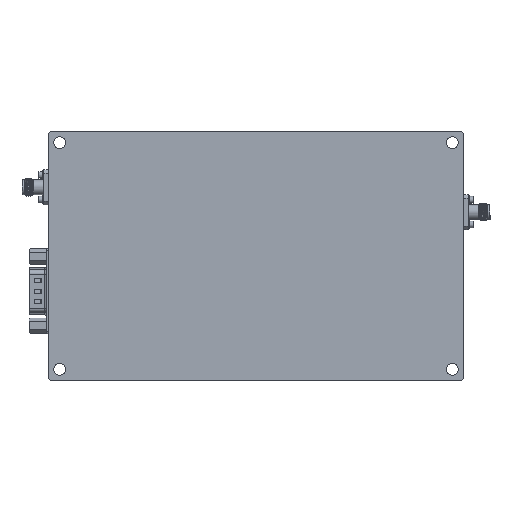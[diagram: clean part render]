
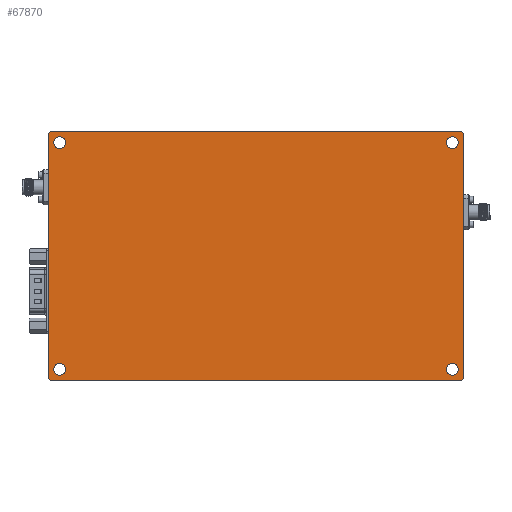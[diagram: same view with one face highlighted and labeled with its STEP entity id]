
A CAD part, front view. The second image highlights one B-rep face of the part: STEP entity #67870.
In plain terms, the highlighted planar face has unit normal (0, -1, 0).
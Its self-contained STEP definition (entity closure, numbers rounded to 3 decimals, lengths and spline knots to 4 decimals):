
#461 = DIRECTION ( 'NONE',  ( 1., 0., 0. ) ) ;
#735 = CIRCLE ( 'NONE', #57559, 0.0827 ) ;
#1083 = VERTEX_POINT ( 'NONE', #33270 ) ;
#1322 = VERTEX_POINT ( 'NONE', #37085 ) ;
#2175 = DIRECTION ( 'NONE',  ( 0., 0., 1. ) ) ;
#2421 = CARTESIAN_POINT ( 'NONE',  ( -2.9028, -0.4921, -1.7717 ) ) ;
#3187 = EDGE_LOOP ( 'NONE', ( #64954, #69694, #31725, #32479, #12607, #16880, #34581, #16797 ) ) ;
#3430 = DIRECTION ( 'NONE',  ( 0., 0., -1. ) ) ;
#4426 = CARTESIAN_POINT ( 'NONE',  ( 2.7953, -0.4921, 1.6142 ) ) ;
#4744 = EDGE_LOOP ( 'NONE', ( #22664 ) ) ;
#4832 = CARTESIAN_POINT ( 'NONE',  ( -2.9528, -0.4921, 1.7717 ) ) ;
#5090 = DIRECTION ( 'NONE',  ( 0., 0., 1. ) ) ;
#5326 = CARTESIAN_POINT ( 'NONE',  ( -2.9028, -0.4921, 1.7717 ) ) ;
#6361 = AXIS2_PLACEMENT_3D ( 'NONE', #49949, #14374, #14624 ) ;
#7352 = DIRECTION ( 'NONE',  ( 0., -1., 0. ) ) ;
#9123 = CIRCLE ( 'NONE', #6361, 0.0827 ) ;
#10952 = CIRCLE ( 'NONE', #15388, 0.05 ) ;
#12607 = ORIENTED_EDGE ( 'NONE', *, *, #64511, .F. ) ;
#13510 = CARTESIAN_POINT ( 'NONE',  ( 2.9528, -0.4921, 1.7717 ) ) ;
#13976 = DIRECTION ( 'NONE',  ( 0., 1., 0. ) ) ;
#13990 = VECTOR ( 'NONE', #72534, 39.3701 ) ;
#14374 = DIRECTION ( 'NONE',  ( 0., 1., 0. ) ) ;
#14624 = DIRECTION ( 'NONE',  ( 0., 0., 1. ) ) ;
#15241 = CARTESIAN_POINT ( 'NONE',  ( 2.9028, -0.4921, 1.7217 ) ) ;
#15388 = AXIS2_PLACEMENT_3D ( 'NONE', #19435, #7352, #35951 ) ;
#16163 = EDGE_CURVE ( 'NONE', #45365, #45365, #735, .T. ) ;
#16247 = DIRECTION ( 'NONE',  ( 0., 1., 0. ) ) ;
#16797 = ORIENTED_EDGE ( 'NONE', *, *, #38556, .T. ) ;
#16880 = ORIENTED_EDGE ( 'NONE', *, *, #74316, .T. ) ;
#17199 = CIRCLE ( 'NONE', #37928, 0.0827 ) ;
#17891 = EDGE_CURVE ( 'NONE', #34432, #31497, #43013, .T. ) ;
#18641 = VERTEX_POINT ( 'NONE', #60206 ) ;
#18923 = DIRECTION ( 'NONE',  ( 0., 0., -1. ) ) ;
#19028 = ORIENTED_EDGE ( 'NONE', *, *, #66346, .T. ) ;
#19435 = CARTESIAN_POINT ( 'NONE',  ( -2.9028, -0.4921, -1.7217 ) ) ;
#20204 = AXIS2_PLACEMENT_3D ( 'NONE', #54434, #65840, #71787 ) ;
#20550 = CIRCLE ( 'NONE', #69017, 0.05 ) ;
#21188 = LINE ( 'NONE', #13510, #55365 ) ;
#21782 = EDGE_CURVE ( 'NONE', #1322, #69134, #47229, .T. ) ;
#22513 = CIRCLE ( 'NONE', #50858, 0.0827 ) ;
#22664 = ORIENTED_EDGE ( 'NONE', *, *, #64222, .T. ) ;
#22939 = VECTOR ( 'NONE', #461, 39.3701 ) ;
#23458 = VERTEX_POINT ( 'NONE', #5326 ) ;
#26169 = CARTESIAN_POINT ( 'NONE',  ( 2.9028, -0.4921, -1.7217 ) ) ;
#28123 = FACE_BOUND ( 'NONE', #68061, .T. ) ;
#29144 = VECTOR ( 'NONE', #5090, 39.3701 ) ;
#30145 = ORIENTED_EDGE ( 'NONE', *, *, #34800, .T. ) ;
#31158 = CARTESIAN_POINT ( 'NONE',  ( -2.9528, -0.4921, -1.7717 ) ) ;
#31334 = DIRECTION ( 'NONE',  ( 0., 0., -1. ) ) ;
#31497 = VERTEX_POINT ( 'NONE', #56602 ) ;
#31725 = ORIENTED_EDGE ( 'NONE', *, *, #49895, .F. ) ;
#32479 = ORIENTED_EDGE ( 'NONE', *, *, #44033, .T. ) ;
#33270 = CARTESIAN_POINT ( 'NONE',  ( 2.7953, -0.4921, -1.5315 ) ) ;
#34432 = VERTEX_POINT ( 'NONE', #49424 ) ;
#34581 = ORIENTED_EDGE ( 'NONE', *, *, #17891, .F. ) ;
#34800 = EDGE_CURVE ( 'NONE', #18641, #18641, #22513, .T. ) ;
#35951 = DIRECTION ( 'NONE',  ( 0., 0., -1. ) ) ;
#36261 = ORIENTED_EDGE ( 'NONE', *, *, #16163, .T. ) ;
#36339 = DIRECTION ( 'NONE',  ( 0., -1., 0. ) ) ;
#37085 = CARTESIAN_POINT ( 'NONE',  ( 2.9028, -0.4921, -1.7717 ) ) ;
#37653 = LINE ( 'NONE', #59269, #22939 ) ;
#37721 = AXIS2_PLACEMENT_3D ( 'NONE', #72776, #36339, #42550 ) ;
#37917 = VERTEX_POINT ( 'NONE', #41998 ) ;
#37928 = AXIS2_PLACEMENT_3D ( 'NONE', #72109, #13976, #49068 ) ;
#37972 = VERTEX_POINT ( 'NONE', #66556 ) ;
#38556 = EDGE_CURVE ( 'NONE', #34432, #69134, #10952, .T. ) ;
#38691 = DIRECTION ( 'NONE',  ( 0., -1., 0. ) ) ;
#39337 = EDGE_LOOP ( 'NONE', ( #30145 ) ) ;
#40767 = PLANE ( 'NONE',  #20204 ) ;
#40823 = CARTESIAN_POINT ( 'NONE',  ( 2.7953, -0.4921, 1.6969 ) ) ;
#41998 = CARTESIAN_POINT ( 'NONE',  ( 2.9528, -0.4921, 1.7217 ) ) ;
#42550 = DIRECTION ( 'NONE',  ( 0., 0., -1. ) ) ;
#43013 = LINE ( 'NONE', #4832, #29144 ) ;
#44033 = EDGE_CURVE ( 'NONE', #37917, #37972, #20550, .T. ) ;
#45365 = VERTEX_POINT ( 'NONE', #40823 ) ;
#45700 = VERTEX_POINT ( 'NONE', #52488 ) ;
#47229 = LINE ( 'NONE', #31158, #13990 ) ;
#48432 = FACE_BOUND ( 'NONE', #39337, .T. ) ;
#49068 = DIRECTION ( 'NONE',  ( 0., 0., 1. ) ) ;
#49378 = FACE_OUTER_BOUND ( 'NONE', #3187, .T. ) ;
#49424 = CARTESIAN_POINT ( 'NONE',  ( -2.9528, -0.4921, -1.7217 ) ) ;
#49895 = EDGE_CURVE ( 'NONE', #37917, #45700, #21188, .T. ) ;
#49949 = CARTESIAN_POINT ( 'NONE',  ( 2.7953, -0.4921, -1.6142 ) ) ;
#50858 = AXIS2_PLACEMENT_3D ( 'NONE', #67203, #61002, #2175 ) ;
#51369 = EDGE_CURVE ( 'NONE', #1322, #45700, #71915, .T. ) ;
#52179 = EDGE_LOOP ( 'NONE', ( #19028 ) ) ;
#52488 = CARTESIAN_POINT ( 'NONE',  ( 2.9528, -0.4921, -1.7217 ) ) ;
#54434 = CARTESIAN_POINT ( 'NONE',  ( 0., -0.4921, 0. ) ) ;
#55365 = VECTOR ( 'NONE', #18923, 39.3701 ) ;
#56602 = CARTESIAN_POINT ( 'NONE',  ( -2.9528, -0.4921, 1.7217 ) ) ;
#57433 = VERTEX_POINT ( 'NONE', #61764 ) ;
#57559 = AXIS2_PLACEMENT_3D ( 'NONE', #4426, #16247, #57825 ) ;
#57825 = DIRECTION ( 'NONE',  ( 0., 0., 1. ) ) ;
#59269 = CARTESIAN_POINT ( 'NONE',  ( -2.9528, -0.4921, 1.7717 ) ) ;
#60206 = CARTESIAN_POINT ( 'NONE',  ( -2.7953, -0.4921, -1.5315 ) ) ;
#60849 = DIRECTION ( 'NONE',  ( 0., -1., 0. ) ) ;
#61002 = DIRECTION ( 'NONE',  ( 0., 1., 0. ) ) ;
#61764 = CARTESIAN_POINT ( 'NONE',  ( -2.7953, -0.4921, 1.6969 ) ) ;
#64222 = EDGE_CURVE ( 'NONE', #1083, #1083, #9123, .T. ) ;
#64511 = EDGE_CURVE ( 'NONE', #23458, #37972, #37653, .T. ) ;
#64954 = ORIENTED_EDGE ( 'NONE', *, *, #21782, .F. ) ;
#65840 = DIRECTION ( 'NONE',  ( 0., -1., 0. ) ) ;
#66346 = EDGE_CURVE ( 'NONE', #57433, #57433, #17199, .T. ) ;
#66556 = CARTESIAN_POINT ( 'NONE',  ( 2.9028, -0.4921, 1.7717 ) ) ;
#67203 = CARTESIAN_POINT ( 'NONE',  ( -2.7953, -0.4921, -1.6142 ) ) ;
#67870 = ADVANCED_FACE ( 'NONE', ( #69758, #28123, #71612, #48432, #49378 ), #40767, .T. ) ;
#68061 = EDGE_LOOP ( 'NONE', ( #36261 ) ) ;
#69017 = AXIS2_PLACEMENT_3D ( 'NONE', #15241, #38691, #3430 ) ;
#69134 = VERTEX_POINT ( 'NONE', #2421 ) ;
#69694 = ORIENTED_EDGE ( 'NONE', *, *, #51369, .T. ) ;
#69758 = FACE_BOUND ( 'NONE', #52179, .T. ) ;
#71274 = AXIS2_PLACEMENT_3D ( 'NONE', #26169, #60849, #31334 ) ;
#71612 = FACE_BOUND ( 'NONE', #4744, .T. ) ;
#71787 = DIRECTION ( 'NONE',  ( 0., 0., -1. ) ) ;
#71915 = CIRCLE ( 'NONE', #71274, 0.05 ) ;
#72109 = CARTESIAN_POINT ( 'NONE',  ( -2.7953, -0.4921, 1.6142 ) ) ;
#72534 = DIRECTION ( 'NONE',  ( -1., 0., 0. ) ) ;
#72776 = CARTESIAN_POINT ( 'NONE',  ( -2.9028, -0.4921, 1.7217 ) ) ;
#74316 = EDGE_CURVE ( 'NONE', #23458, #31497, #76045, .T. ) ;
#76045 = CIRCLE ( 'NONE', #37721, 0.05 ) ;
